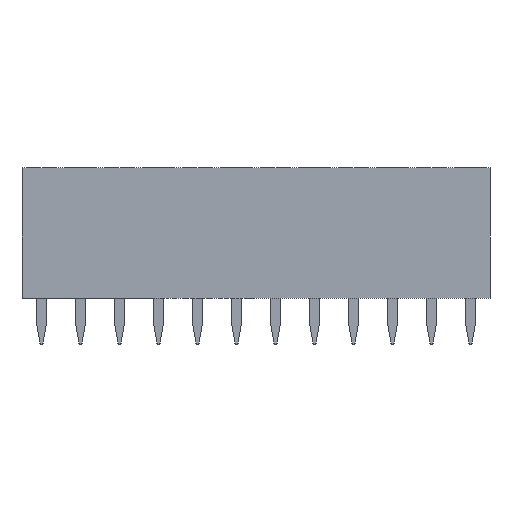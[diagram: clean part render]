
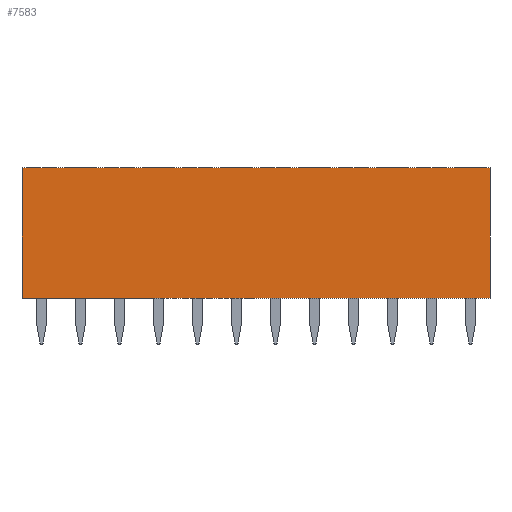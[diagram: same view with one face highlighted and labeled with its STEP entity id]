
A CAD part, left-side view. The second image highlights one B-rep face of the part: STEP entity #7583.
In plain terms, the highlighted planar face has unit normal (-1, 0, 0).
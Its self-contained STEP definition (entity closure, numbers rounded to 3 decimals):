
#5912 = VERTEX_POINT('',#5913);
#5913 = CARTESIAN_POINT('',(-1.27,1.27,8.5));
#5922 = PLANE('',#5923);
#5923 = AXIS2_PLACEMENT_3D('',#5924,#5925,#5926);
#5924 = CARTESIAN_POINT('',(0.,-13.97,8.5));
#5925 = DIRECTION('',(0.,0.,1.));
#5926 = DIRECTION('',(1.,0.,0.));
#5934 = PLANE('',#5935);
#5935 = AXIS2_PLACEMENT_3D('',#5936,#5937,#5938);
#5936 = CARTESIAN_POINT('',(-1.27,1.27,0.));
#5937 = DIRECTION('',(0.,1.,0.));
#5938 = DIRECTION('',(1.,0.,0.));
#5946 = EDGE_CURVE('',#5947,#5912,#5949,.T.);
#5947 = VERTEX_POINT('',#5948);
#5948 = CARTESIAN_POINT('',(-1.27,-29.21,8.5));
#5949 = SURFACE_CURVE('',#5950,(#5954,#5961),.PCURVE_S1.);
#5950 = LINE('',#5951,#5952);
#5951 = CARTESIAN_POINT('',(-1.27,-29.21,8.5));
#5952 = VECTOR('',#5953,1.);
#5953 = DIRECTION('',(0.,1.,0.));
#5954 = PCURVE('',#5922,#5955);
#5955 = DEFINITIONAL_REPRESENTATION('',(#5956),#5960);
#5956 = LINE('',#5957,#5958);
#5957 = CARTESIAN_POINT('',(-1.27,-15.24));
#5958 = VECTOR('',#5959,1.);
#5959 = DIRECTION('',(0.,1.));
#5960 = ( GEOMETRIC_REPRESENTATION_CONTEXT(2) 
PARAMETRIC_REPRESENTATION_CONTEXT() REPRESENTATION_CONTEXT('2D SPACE',''
  ) );
#5961 = PCURVE('',#5962,#5967);
#5962 = PLANE('',#5963);
#5963 = AXIS2_PLACEMENT_3D('',#5964,#5965,#5966);
#5964 = CARTESIAN_POINT('',(-1.27,-29.21,0.));
#5965 = DIRECTION('',(-1.,0.,0.));
#5966 = DIRECTION('',(0.,1.,0.));
#5967 = DEFINITIONAL_REPRESENTATION('',(#5968),#5972);
#5968 = LINE('',#5969,#5970);
#5969 = CARTESIAN_POINT('',(0.,-8.5));
#5970 = VECTOR('',#5971,1.);
#5971 = DIRECTION('',(1.,0.));
#5972 = ( GEOMETRIC_REPRESENTATION_CONTEXT(2) 
PARAMETRIC_REPRESENTATION_CONTEXT() REPRESENTATION_CONTEXT('2D SPACE',''
  ) );
#5990 = PLANE('',#5991);
#5991 = AXIS2_PLACEMENT_3D('',#5992,#5993,#5994);
#5992 = CARTESIAN_POINT('',(1.27,-29.21,0.));
#5993 = DIRECTION('',(0.,-1.,0.));
#5994 = DIRECTION('',(-1.,0.,0.));
#7400 = VERTEX_POINT('',#7401);
#7401 = CARTESIAN_POINT('',(-1.27,1.27,0.));
#7417 = PLANE('',#7418);
#7418 = AXIS2_PLACEMENT_3D('',#7419,#7420,#7421);
#7419 = CARTESIAN_POINT('',(0.,-13.97,0.));
#7420 = DIRECTION('',(0.,0.,1.));
#7421 = DIRECTION('',(1.,0.,0.));
#7429 = EDGE_CURVE('',#7400,#5912,#7430,.T.);
#7430 = SURFACE_CURVE('',#7431,(#7435,#7442),.PCURVE_S1.);
#7431 = LINE('',#7432,#7433);
#7432 = CARTESIAN_POINT('',(-1.27,1.27,0.));
#7433 = VECTOR('',#7434,1.);
#7434 = DIRECTION('',(0.,0.,1.));
#7435 = PCURVE('',#5934,#7436);
#7436 = DEFINITIONAL_REPRESENTATION('',(#7437),#7441);
#7437 = LINE('',#7438,#7439);
#7438 = CARTESIAN_POINT('',(0.,0.));
#7439 = VECTOR('',#7440,1.);
#7440 = DIRECTION('',(0.,-1.));
#7441 = ( GEOMETRIC_REPRESENTATION_CONTEXT(2) 
PARAMETRIC_REPRESENTATION_CONTEXT() REPRESENTATION_CONTEXT('2D SPACE',''
  ) );
#7442 = PCURVE('',#5962,#7443);
#7443 = DEFINITIONAL_REPRESENTATION('',(#7444),#7448);
#7444 = LINE('',#7445,#7446);
#7445 = CARTESIAN_POINT('',(30.48,0.));
#7446 = VECTOR('',#7447,1.);
#7447 = DIRECTION('',(0.,-1.));
#7448 = ( GEOMETRIC_REPRESENTATION_CONTEXT(2) 
PARAMETRIC_REPRESENTATION_CONTEXT() REPRESENTATION_CONTEXT('2D SPACE',''
  ) );
#7583 = ADVANCED_FACE('',(#7584),#5962,.T.);
#7584 = FACE_BOUND('',#7585,.T.);
#7585 = EDGE_LOOP('',(#7586,#7609,#7610,#7611));
#7586 = ORIENTED_EDGE('',*,*,#7587,.T.);
#7587 = EDGE_CURVE('',#7588,#5947,#7590,.T.);
#7588 = VERTEX_POINT('',#7589);
#7589 = CARTESIAN_POINT('',(-1.27,-29.21,0.));
#7590 = SURFACE_CURVE('',#7591,(#7595,#7602),.PCURVE_S1.);
#7591 = LINE('',#7592,#7593);
#7592 = CARTESIAN_POINT('',(-1.27,-29.21,0.));
#7593 = VECTOR('',#7594,1.);
#7594 = DIRECTION('',(0.,0.,1.));
#7595 = PCURVE('',#5962,#7596);
#7596 = DEFINITIONAL_REPRESENTATION('',(#7597),#7601);
#7597 = LINE('',#7598,#7599);
#7598 = CARTESIAN_POINT('',(0.,0.));
#7599 = VECTOR('',#7600,1.);
#7600 = DIRECTION('',(0.,-1.));
#7601 = ( GEOMETRIC_REPRESENTATION_CONTEXT(2) 
PARAMETRIC_REPRESENTATION_CONTEXT() REPRESENTATION_CONTEXT('2D SPACE',''
  ) );
#7602 = PCURVE('',#5990,#7603);
#7603 = DEFINITIONAL_REPRESENTATION('',(#7604),#7608);
#7604 = LINE('',#7605,#7606);
#7605 = CARTESIAN_POINT('',(2.54,0.));
#7606 = VECTOR('',#7607,1.);
#7607 = DIRECTION('',(0.,-1.));
#7608 = ( GEOMETRIC_REPRESENTATION_CONTEXT(2) 
PARAMETRIC_REPRESENTATION_CONTEXT() REPRESENTATION_CONTEXT('2D SPACE',''
  ) );
#7609 = ORIENTED_EDGE('',*,*,#5946,.T.);
#7610 = ORIENTED_EDGE('',*,*,#7429,.F.);
#7611 = ORIENTED_EDGE('',*,*,#7612,.F.);
#7612 = EDGE_CURVE('',#7588,#7400,#7613,.T.);
#7613 = SURFACE_CURVE('',#7614,(#7618,#7625),.PCURVE_S1.);
#7614 = LINE('',#7615,#7616);
#7615 = CARTESIAN_POINT('',(-1.27,-29.21,0.));
#7616 = VECTOR('',#7617,1.);
#7617 = DIRECTION('',(0.,1.,0.));
#7618 = PCURVE('',#5962,#7619);
#7619 = DEFINITIONAL_REPRESENTATION('',(#7620),#7624);
#7620 = LINE('',#7621,#7622);
#7621 = CARTESIAN_POINT('',(0.,0.));
#7622 = VECTOR('',#7623,1.);
#7623 = DIRECTION('',(1.,0.));
#7624 = ( GEOMETRIC_REPRESENTATION_CONTEXT(2) 
PARAMETRIC_REPRESENTATION_CONTEXT() REPRESENTATION_CONTEXT('2D SPACE',''
  ) );
#7625 = PCURVE('',#7417,#7626);
#7626 = DEFINITIONAL_REPRESENTATION('',(#7627),#7631);
#7627 = LINE('',#7628,#7629);
#7628 = CARTESIAN_POINT('',(-1.27,-15.24));
#7629 = VECTOR('',#7630,1.);
#7630 = DIRECTION('',(0.,1.));
#7631 = ( GEOMETRIC_REPRESENTATION_CONTEXT(2) 
PARAMETRIC_REPRESENTATION_CONTEXT() REPRESENTATION_CONTEXT('2D SPACE',''
  ) );
